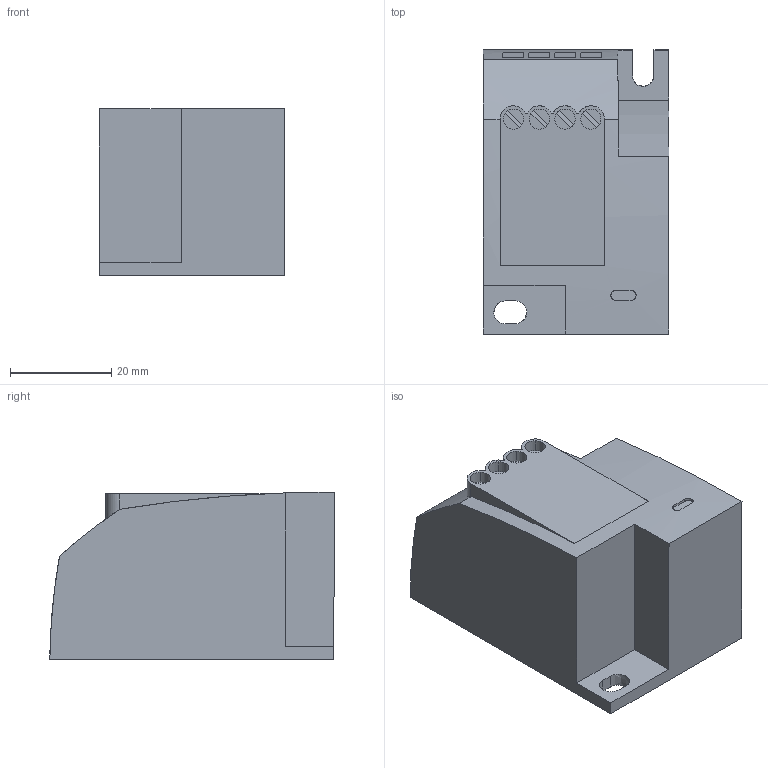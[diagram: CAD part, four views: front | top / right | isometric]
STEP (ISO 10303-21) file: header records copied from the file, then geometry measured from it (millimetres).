
FILE_DESCRIPTION(('Creo Elements/Direct Modeling STEP Export'),'2;1');
FILE_NAME('model.stp','2020-06-03T16:09:38',(''),(''),'Creo Elements/Direct Modeling STEP processor for AP214 (Solid Model)','Creo Elements/Direct Modeling 20.1A 29-Sep-2018 (C) Parametric Technology GmbH','');
FILE_SCHEMA(('AUTOMOTIVE_DESIGN { 1 0 10303 214 1 1 1 1 }'));
Length unit declared in the file: millimetre
Products named in the file (2): 2906101-BLT-T2-1S-320-UT-select
Assembly tree (1 placements, depth 2):
  2906101-BLT-T2-1S-320-UT-select
    2906101-BLT-T2-1S-320-UT-select
Bounding box: 36.5 x 56.06 x 33.04 mm (x, y, z)
Volume: 53422.5 mm3; surface area: 10059.9 mm2
Topology: 1 solids, 1 shells, 85 faces, 222 edges, 148 vertices
Faces by surface type: plane 48, cylinder 24, extrusion 13
Entity records: 3271 total; most frequent: CARTESIAN_POINT 1171, ORIENTED_EDGE 444, DIRECTION 371, EDGE_CURVE 222, VERTEX_POINT 148, VECTOR 145, LINE 132, AXIS2_PLACEMENT_3D 113
